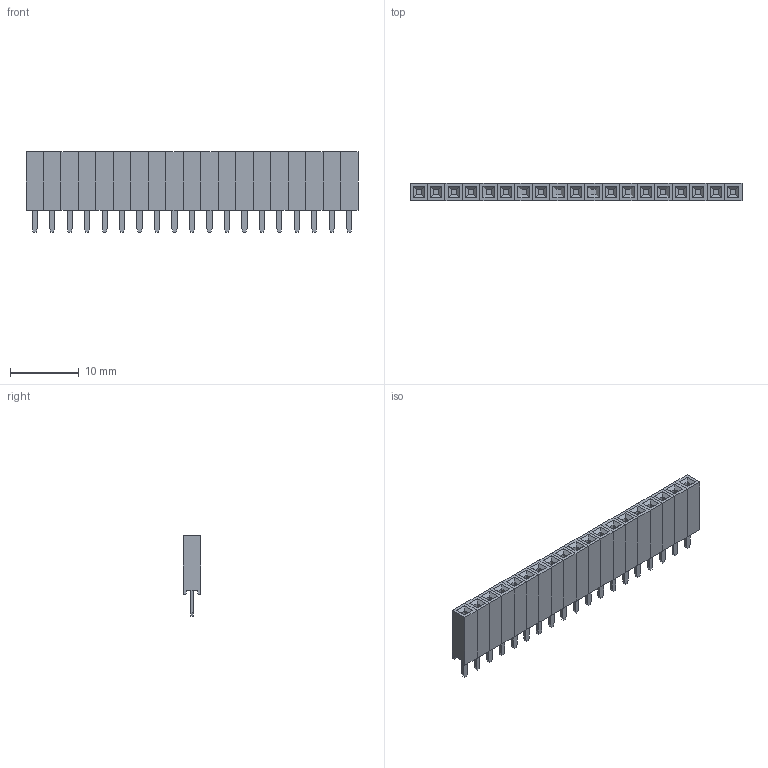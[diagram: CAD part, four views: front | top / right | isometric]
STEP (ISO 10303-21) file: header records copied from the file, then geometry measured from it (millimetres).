
FILE_DESCRIPTION (( 'STEP AP214' ), '1' );
FILE_NAME ('Header 19 - Female.STEP', '2025-11-04T10:19:03', ( '' ), ( '' ), 'SwSTEP 2.0', 'SolidWorks 2024', '' );
FILE_SCHEMA (( 'AUTOMOTIVE_DESIGN' ));
Length unit declared in the file: millimetre
Products named in the file (3): Pin - Gold; Header 19 - Female; PPPC021LFBN-RC_C08
Assembly tree (2 placements, depth 2):
  Header 19 - Female
    PPPC021LFBN-RC_C08
    Pin - Gold
Bounding box: 48.26 x 2.54 x 11.71 mm (x, y, z)
Volume: 1001.9 mm3; surface area: 2128.9 mm2
Topology: 38 solids, 38 shells, 513 faces, 1178 edges, 760 vertices
Faces by surface type: plane 513
Entity records: 14476 total; most frequent: CARTESIAN_POINT 2456, ORIENTED_EDGE 2356, DIRECTION 2214, VECTOR 1178, EDGE_CURVE 1178, LINE 1178, VERTEX_POINT 760, EDGE_LOOP 532
